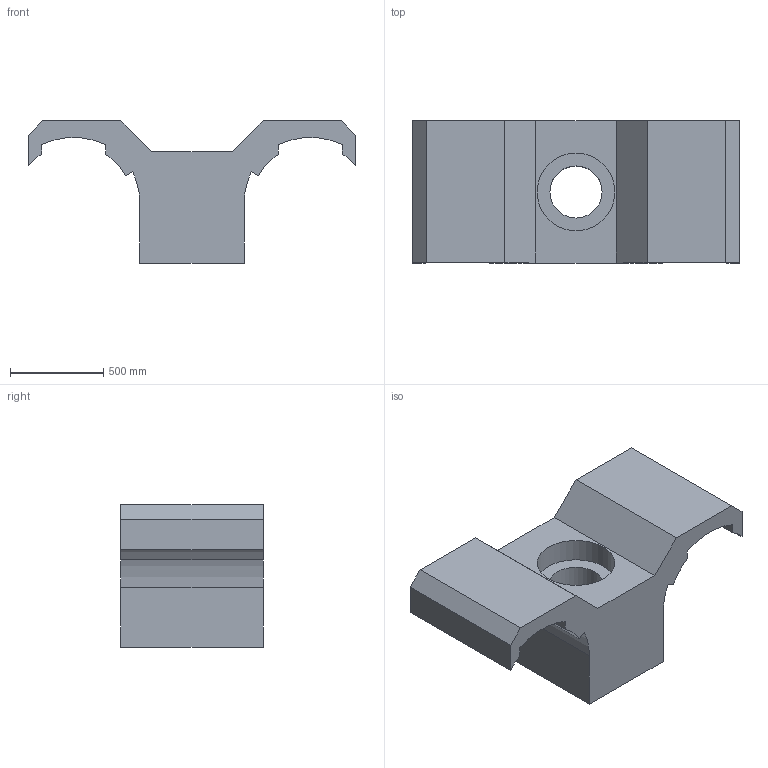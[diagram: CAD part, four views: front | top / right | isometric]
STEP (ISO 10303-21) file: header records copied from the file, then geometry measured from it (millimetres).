
FILE_DESCRIPTION(/* description */ (''),/* implementation_level */ '2;1');
FILE_NAME(/* name */ '32D-28C-0.step',/* time_stamp */ '2022-07-18T09:53:26-04:00',/* author */ (''),/* organization */ (''),/* preprocessor_version */ 'ST-DEVELOPER v19',/* originating_system */ 'Autodesk Translation Framework v11.7.0.108',/* authorisation */ '');
FILE_SCHEMA (('AUTOMOTIVE_DESIGN { 1 0 10303 214 3 1 1 }'));
Length unit declared in the file: millimetre
Products named in the file (2): Working; GAE28-02
Assembly tree (1 placements, depth 2):
  Working
    GAE28-02
Bounding box: 1754.61 x 762 x 762 mm (x, y, z)
Volume: 304002316.4 mm3; surface area: 6477852.8 mm2
Topology: 1 solids, 1 shells, 45 faces, 120 edges, 80 vertices
Faces by surface type: plane 29, cylinder 16
Full cylindrical faces by diameter (mm): 279.4 x1, 416.56 x1
Entity records: 1470 total; most frequent: DIRECTION 248, CARTESIAN_POINT 248, ORIENTED_EDGE 240, EDGE_CURVE 120, LINE 88, VECTOR 88, VERTEX_POINT 80, AXIS2_PLACEMENT_3D 80
